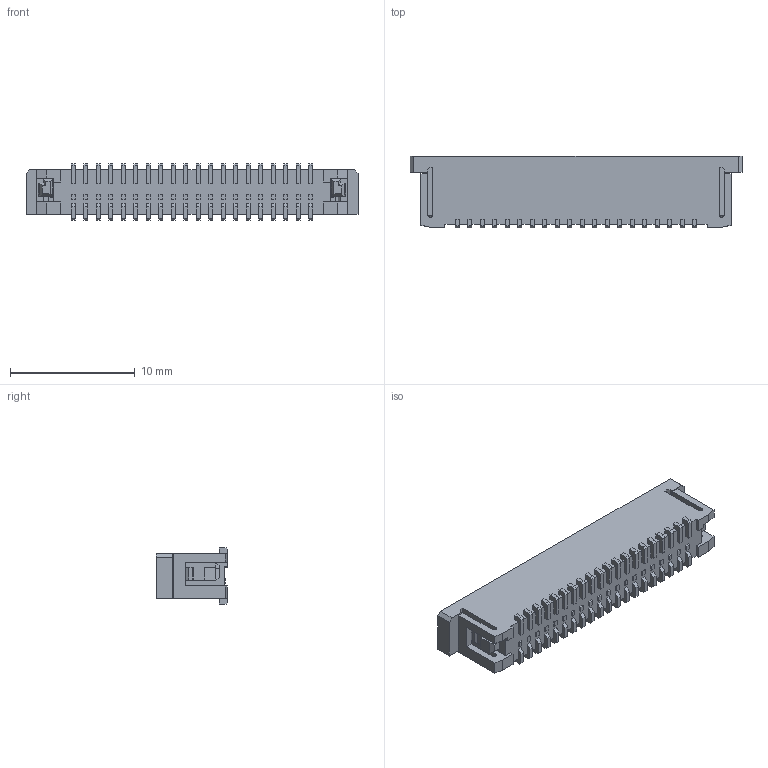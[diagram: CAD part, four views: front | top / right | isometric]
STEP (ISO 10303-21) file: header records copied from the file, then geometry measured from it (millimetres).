
FILE_DESCRIPTION((''),'2;1');
FILE_NAME('526102072','2019-06-21T',('gga'),(''),'PRO/ENGINEER BY PARAMETRIC TECHNOLOGY CORPORATION, 2016010','PRO/ENGINEER BY PARAMETRIC TECHNOLOGY CORPORATION, 2016010','');
FILE_SCHEMA(('CONFIG_CONTROL_DESIGN'));
Length unit declared in the file: millimetre
Products named in the file (1): 526102072
Bounding box: 26.6 x 5.75 x 4.5 mm (x, y, z)
Volume: 443.7 mm3; surface area: 981.6 mm2
Topology: 1 solids, 1 shells, 701 faces, 2237 edges, 1526 vertices
Faces by surface type: plane 656, cylinder 45
Entity records: 24110 total; most frequent: CARTESIAN_POINT 4317, ORIENTED_EDGE 4154, DIRECTION 3727, VECTOR 2147, LINE 2147, EDGE_CURVE 2077, VERTEX_POINT 1366, AXIS2_PLACEMENT_3D 790
